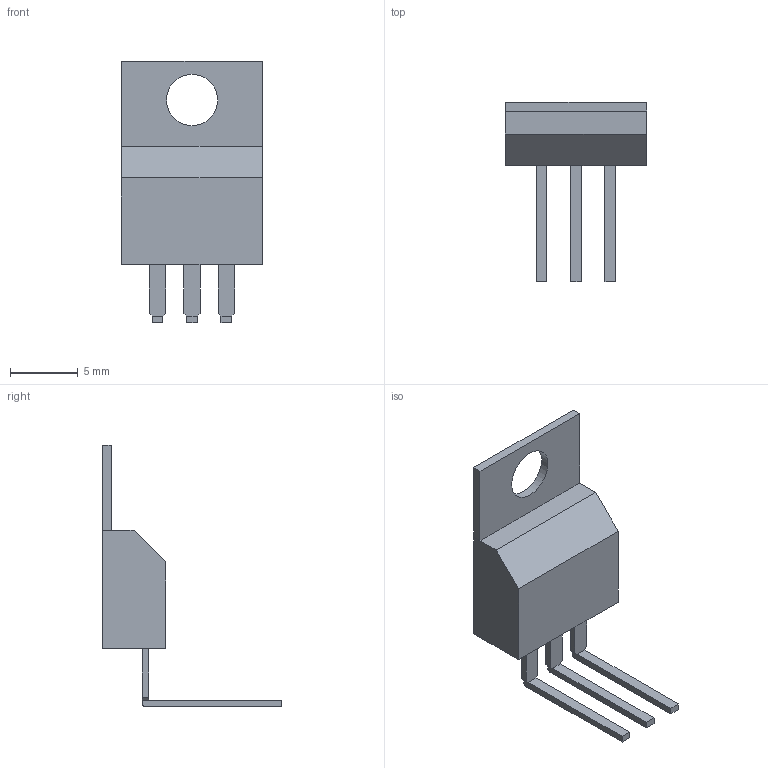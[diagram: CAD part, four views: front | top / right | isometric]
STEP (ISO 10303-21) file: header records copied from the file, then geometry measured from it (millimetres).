
FILE_DESCRIPTION(('FreeCAD Model'),'2;1');
FILE_NAME('Open CASCADE Shape Model','2022-11-26T19:13:41',(''),(''), 'Open CASCADE STEP processor 7.6','FreeCAD','Unknown');
FILE_SCHEMA(('AP242_MANAGED_MODEL_BASED_3D_ENGINEERING_MIM_LF. {1 0 10303 442 1 1 4 }'));
Length unit declared in the file: millimetre
Products named in the file (9): Model; LCS_Origin; PinsArray; Extrude; Fillet; Body; Chamfer; MountingTab; Extrude003
Assembly tree (8 placements, depth 3):
  Model
    LCS_Origin
    PinsArray
      Extrude
      Fillet
    Body
      Chamfer
    MountingTab
      Extrude003
Bounding box: 10.42 x 13.24 x 19.34 mm (x, y, z)
Volume: 454.2 mm3; surface area: 605.3 mm2
Topology: 8 solids, 8 shells, 59 faces, 129 edges, 86 vertices
Faces by surface type: plane 55, cylinder 4
Full cylindrical faces by diameter (mm): 3.78 x1
Entity records: 3507 total; most frequent: CARTESIAN_POINT 571, DIRECTION 526, LINE 371, VECTOR 371, ORIENTED_EDGE 258, PCURVE 258, DEFINITIONAL_REPRESENTATION 258, EDGE_CURVE 129
